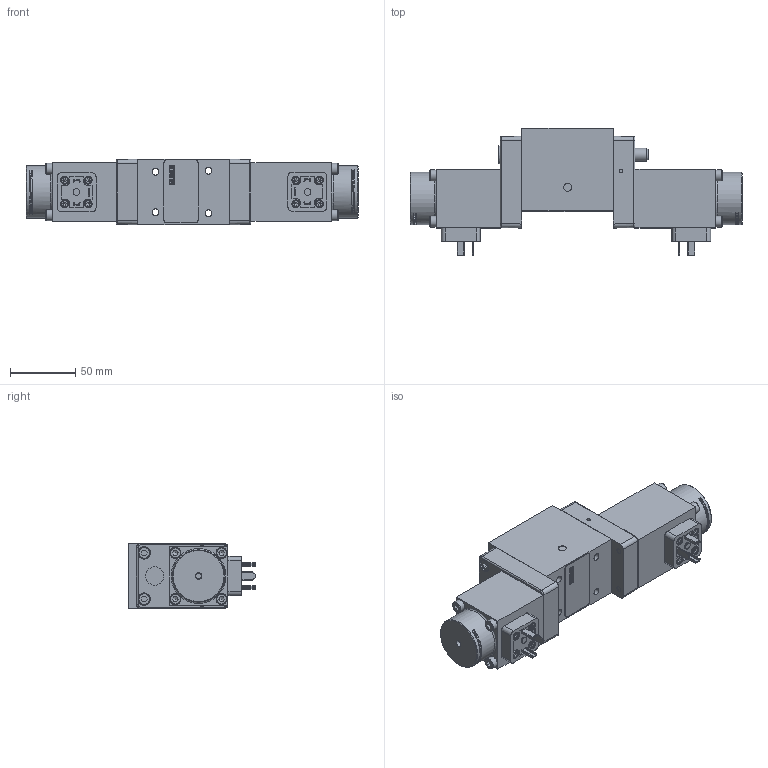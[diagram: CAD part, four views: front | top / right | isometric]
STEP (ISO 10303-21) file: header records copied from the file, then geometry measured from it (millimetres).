
FILE_DESCRIPTION (( 'STEP AP214' ), '1' );
FILE_NAME ('WV700-6-3_3-G3.STEP', '2022-12-06T12:37:56', ( '' ), ( '' ), 'SwSTEP 2.0', 'SolidWorks 2020', '' );
FILE_SCHEMA (( 'AUTOMOTIVE_DESIGN' ));
Length unit declared in the file: millimetre
Products named in the file (1): WV700-6-3_3-G3
Bounding box: 253.7 x 97 x 50 mm (x, y, z)
Volume: 618625.8 mm3; surface area: 75529 mm2
Topology: 1 solids, 16 shells, 1864 faces, 4753 edges, 3060 vertices
Faces by surface type: plane 964, bspline 463, cylinder 301, cone 68, torus 44, sphere 24
Full cylindrical faces by diameter (mm): 2.61 x1, 4.019 x4, 4.2 x16, 4.95 x2, 5 x4, 5.3 x4, 5.5 x8, 5.9 x3, 6 x8, 6.06 x1, 7 x1, 8.5 x12, 9.233 x1, 9.337 x1, 9.404 x1, 9.488 x1, 9.8 x1, 9.944 x1, 9.952 x1, 10 x1, 10.025 x1, 10.131 x1, 12.35 x4, 13.145 x1, 13.6 x1, 14 x2, 40 x2
Entity records: 70198 total; most frequent: CARTESIAN_POINT 29845, ORIENTED_EDGE 8930, DIRECTION 6706, EDGE_CURVE 4465, VERTEX_POINT 2965, AXIS2_PLACEMENT_3D 2371, EDGE_LOOP 2206, FACE_OUTER_BOUND 1980
